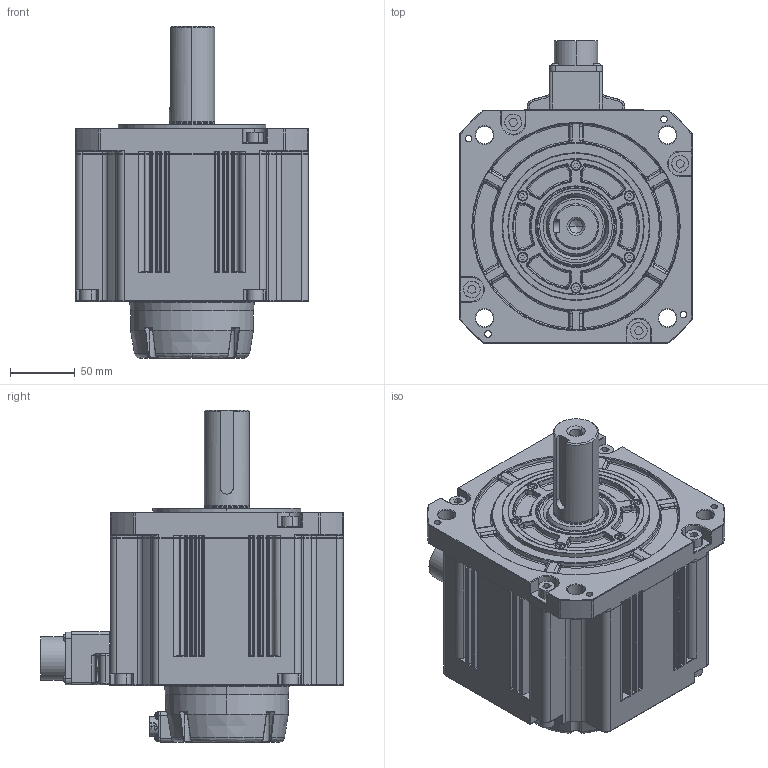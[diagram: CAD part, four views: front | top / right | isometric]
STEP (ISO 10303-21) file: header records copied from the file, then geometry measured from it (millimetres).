
FILE_DESCRIPTION( ('This file contains a STEP AP42 implementation' ,'as created by ZW3D STEP Interface translator.') ,'2;1' );
FILE_NAME( 'SV-X6MG290S-N4LD.stp' ,'24 717. 81356', (''), ('ZWCAD Software Co.'), 'Version 1.0', 'ZW3D to STEP translator', '' );
FILE_SCHEMA(('AUTOMOTIVE_DESIGN { 1 0 10303 214 1 1 1 1 }'));
Length unit declared in the file: millimetre
Products named in the file (2): 0; SV-X6MG290S-N4LD（老后盖加新后盖）
Bounding box: 180 x 233.9 x 256.6 mm (x, y, z)
Volume: 4217785.2 mm3; surface area: 229156.4 mm2
Topology: 1 solids, 1 shells, 3047 faces, 8390 edges, 5216 vertices
Faces by surface type: plane 1031, cylinder 1030, bspline 505, cone 282, torus 136, sphere 63
Entity records: 126359 total; most frequent: CARTESIAN_POINT 50741, ORIENTED_EDGE 16708, DIRECTION 13679, EDGE_CURVE 8328, VERTEX_POINT 5216, AXIS2_PLACEMENT_3D 5105, VECTOR 3469, LINE 3469
